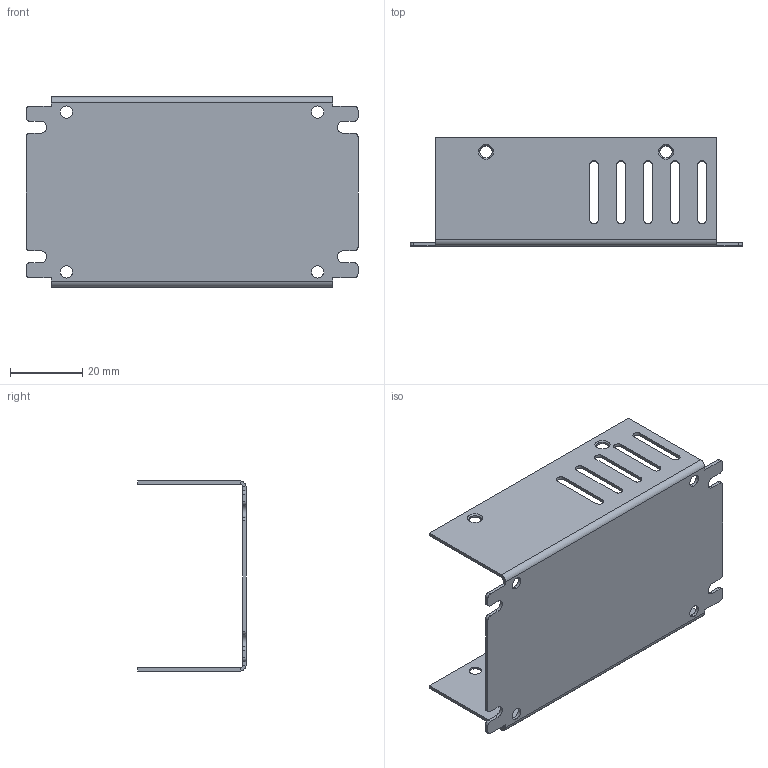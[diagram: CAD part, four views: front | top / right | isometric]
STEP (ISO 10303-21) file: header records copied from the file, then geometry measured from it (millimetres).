
FILE_DESCRIPTION (( 'STEP AP203' ), '1' );
FILE_NAME ('CaseBase.STEP', '2019-02-03T04:48:39', ( '' ), ( '' ), 'SwSTEP 2.0', 'SolidWorks 2017', '' );
FILE_SCHEMA (( 'CONFIG_CONTROL_DESIGN' ));
Length unit declared in the file: millimetre
Products named in the file (1): CaseBase
Bounding box: 92.2 x 30 x 52.8 mm (x, y, z)
Volume: 7821 mm3; surface area: 18191.6 mm2
Topology: 1 solids, 1 shells, 122 faces, 336 edges, 216 vertices
Faces by surface type: plane 58, cylinder 56, cone 8
Entity records: 4037 total; most frequent: DIRECTION 702, CARTESIAN_POINT 675, ORIENTED_EDGE 672, EDGE_CURVE 336, AXIS2_PLACEMENT_3D 243, VERTEX_POINT 216, LINE 216, VECTOR 216
